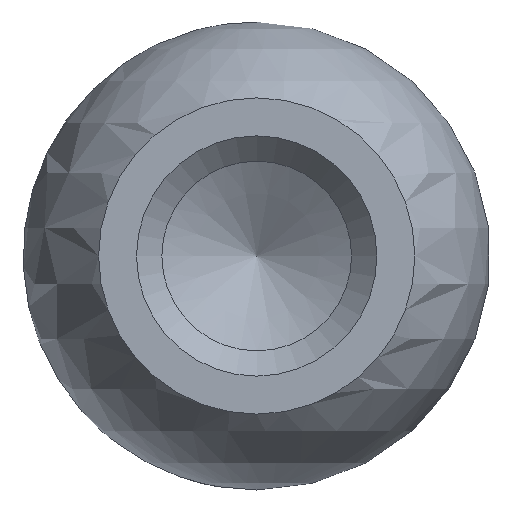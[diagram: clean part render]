
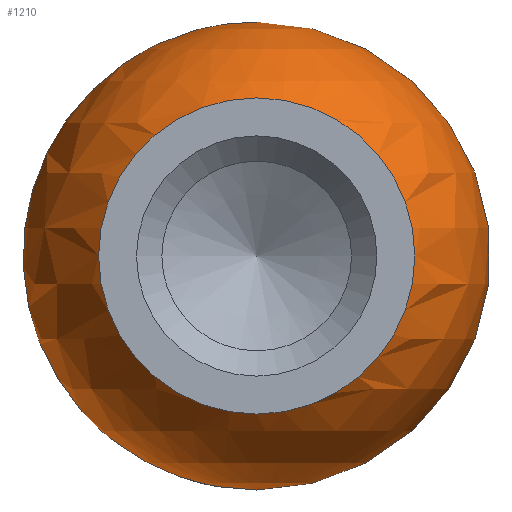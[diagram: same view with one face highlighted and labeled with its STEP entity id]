
A CAD part, left-side view. The second image highlights one B-rep face of the part: STEP entity #1210.
In plain terms, the highlighted spherical face has radius 7.4 mm.
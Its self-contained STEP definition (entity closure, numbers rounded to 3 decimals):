
#22 = AXIS2_PLACEMENT_3D ( 'NONE', #1188, #413, #1769 ) ;
#111 = CARTESIAN_POINT ( 'NONE',  ( -5.455, -5., 0. ) ) ;
#330 = FACE_OUTER_BOUND ( 'NONE', #418, .T. ) ;
#338 = ORIENTED_EDGE ( 'NONE', *, *, #1404, .F. ) ;
#362 = SPHERICAL_SURFACE ( 'NONE', #423, 7.4 ) ;
#389 = VERTEX_POINT ( 'NONE', #1435 ) ;
#413 = DIRECTION ( 'NONE',  ( -1., 0., 0. ) ) ;
#418 = EDGE_LOOP ( 'NONE', ( #338 ) ) ;
#423 = AXIS2_PLACEMENT_3D ( 'NONE', #963, #973, #992 ) ;
#647 = FACE_OUTER_BOUND ( 'NONE', #806, .T. ) ;
#694 = EDGE_CURVE ( 'NONE', #718, #718, #979, .T. ) ;
#718 = VERTEX_POINT ( 'NONE', #111 ) ;
#806 = EDGE_LOOP ( 'NONE', ( #1254 ) ) ;
#963 = CARTESIAN_POINT ( 'NONE',  ( 0., 0., 0. ) ) ;
#973 = DIRECTION ( 'NONE',  ( 0., 0., 1. ) ) ;
#979 = CIRCLE ( 'NONE', #22, 5. ) ;
#992 = DIRECTION ( 'NONE',  ( 0., -1., 0. ) ) ;
#1014 = DIRECTION ( 'NONE',  ( 0., 0., 1. ) ) ;
#1188 = CARTESIAN_POINT ( 'NONE',  ( -5.455, 0., 0. ) ) ;
#1210 = ADVANCED_FACE ( 'NONE', ( #330, #647 ), #362, .T. ) ;
#1254 = ORIENTED_EDGE ( 'NONE', *, *, #694, .F. ) ;
#1404 = EDGE_CURVE ( 'NONE', #389, #389, #1816, .T. ) ;
#1435 = CARTESIAN_POINT ( 'NONE',  ( 4.864, 0., 5.577 ) ) ;
#1629 = AXIS2_PLACEMENT_3D ( 'NONE', #1753, #1894, #1014 ) ;
#1753 = CARTESIAN_POINT ( 'NONE',  ( 4.864, 0., 0. ) ) ;
#1769 = DIRECTION ( 'NONE',  ( 0., -1., 0. ) ) ;
#1816 = CIRCLE ( 'NONE', #1629, 5.577 ) ;
#1894 = DIRECTION ( 'NONE',  ( 1., 0., 0. ) ) ;
